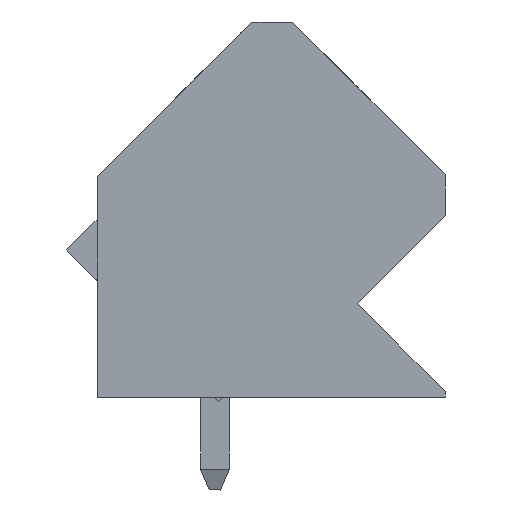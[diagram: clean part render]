
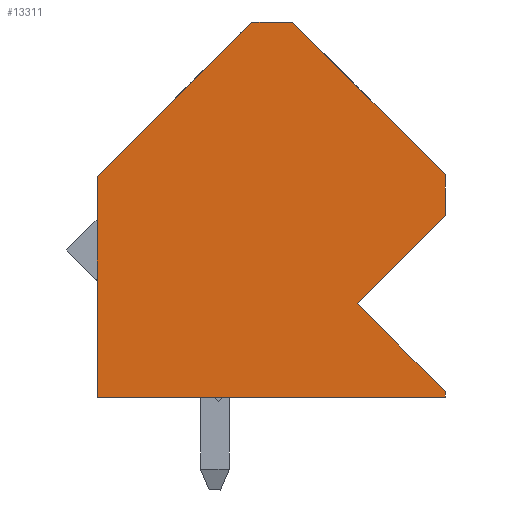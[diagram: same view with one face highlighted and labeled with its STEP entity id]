
A CAD part, left-side view. The second image highlights one B-rep face of the part: STEP entity #13311.
In plain terms, the highlighted planar face has unit normal (-1, 0, 0).
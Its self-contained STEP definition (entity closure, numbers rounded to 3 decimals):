
#13274=AXIS2_PLACEMENT_3D('Plane Axis2P3D',#13271,#13272,#13273) ;
#9628=CARTESIAN_POINT('Vertex',(0.,6.718,16.246)) ;
#9631=CARTESIAN_POINT('Line Origine',(0.,6.01,16.246)) ;
#9635=CARTESIAN_POINT('Vertex',(0.,5.303,16.246)) ;
#11523=CARTESIAN_POINT('Vertex',(0.,0.001,3.419)) ;
#11526=CARTESIAN_POINT('Line Origine',(0.,0.,3.319)) ;
#11530=CARTESIAN_POINT('Vertex',(0.,0.,3.219)) ;
#11555=CARTESIAN_POINT('Vertex',(0.,3.055,6.473)) ;
#11558=CARTESIAN_POINT('Line Origine',(0.,1.528,4.946)) ;
#11580=CARTESIAN_POINT('Vertex',(0.,0.,9.529)) ;
#11583=CARTESIAN_POINT('Line Origine',(0.,1.528,8.001)) ;
#13109=CARTESIAN_POINT('Vertex',(0.,12.092,10.872)) ;
#13114=CARTESIAN_POINT('Line Origine',(0.,9.405,13.559)) ;
#13271=CARTESIAN_POINT('Axis2P3D Location',(0.,0.,0.019)) ;
#13276=CARTESIAN_POINT('Line Origine',(0.,12.093,7.045)) ;
#13280=CARTESIAN_POINT('Vertex',(0.,12.093,3.219)) ;
#13283=CARTESIAN_POINT('Line Origine',(0.,6.046,3.219)) ;
#13288=CARTESIAN_POINT('Line Origine',(0.,0.,10.236)) ;
#13292=CARTESIAN_POINT('Vertex',(0.,0.,10.943)) ;
#13295=CARTESIAN_POINT('Line Origine',(0.,2.652,13.595)) ;
#9632=DIRECTION('Vector Direction',(0.,-1.,0.)) ;
#11527=DIRECTION('Vector Direction',(0.,-0.004,-1.)) ;
#11559=DIRECTION('Vector Direction',(0.,-0.707,-0.707)) ;
#11584=DIRECTION('Vector Direction',(0.,0.707,-0.707)) ;
#13115=DIRECTION('Vector Direction',(0.,-0.707,0.707)) ;
#13272=DIRECTION('Axis2P3D Direction',(-1.,0.,0.)) ;
#13273=DIRECTION('Axis2P3D XDirection',(0.,0.,1.)) ;
#13277=DIRECTION('Vector Direction',(0.,0.,1.)) ;
#13284=DIRECTION('Vector Direction',(0.,1.,0.)) ;
#13289=DIRECTION('Vector Direction',(0.,0.,-1.)) ;
#13296=DIRECTION('Vector Direction',(0.,-0.707,-0.707)) ;
#9633=VECTOR('Line Direction',#9632,1.) ;
#11528=VECTOR('Line Direction',#11527,1.) ;
#11560=VECTOR('Line Direction',#11559,1.) ;
#11585=VECTOR('Line Direction',#11584,1.) ;
#13116=VECTOR('Line Direction',#13115,1.) ;
#13278=VECTOR('Line Direction',#13277,1.) ;
#13285=VECTOR('Line Direction',#13284,1.) ;
#13290=VECTOR('Line Direction',#13289,1.) ;
#13297=VECTOR('Line Direction',#13296,1.) ;
#13301=ORIENTED_EDGE('',*,*,#9637,.T.) ;
#13302=ORIENTED_EDGE('',*,*,#13118,.T.) ;
#13303=ORIENTED_EDGE('',*,*,#13282,.T.) ;
#13304=ORIENTED_EDGE('',*,*,#13287,.T.) ;
#13305=ORIENTED_EDGE('',*,*,#11532,.T.) ;
#13306=ORIENTED_EDGE('',*,*,#11562,.T.) ;
#13307=ORIENTED_EDGE('',*,*,#11587,.T.) ;
#13308=ORIENTED_EDGE('',*,*,#13294,.T.) ;
#13309=ORIENTED_EDGE('',*,*,#13299,.T.) ;
#13311=ADVANCED_FACE('HOUSING',(#13310),#13275,.T.) ;
#9637=EDGE_CURVE('',#9636,#9629,#9634,.F.) ;
#11532=EDGE_CURVE('',#11531,#11524,#11529,.F.) ;
#11562=EDGE_CURVE('',#11524,#11556,#11561,.F.) ;
#11587=EDGE_CURVE('',#11556,#11581,#11586,.F.) ;
#13118=EDGE_CURVE('',#9629,#13110,#13117,.F.) ;
#13282=EDGE_CURVE('',#13110,#13281,#13279,.F.) ;
#13287=EDGE_CURVE('',#13281,#11531,#13286,.F.) ;
#13294=EDGE_CURVE('',#11581,#13293,#13291,.F.) ;
#13299=EDGE_CURVE('',#13293,#9636,#13298,.F.) ;
#13300=EDGE_LOOP('',(#13301,#13302,#13303,#13304,#13305,#13306,#13307,#13308,#13309)) ;
#13310=FACE_OUTER_BOUND('',#13300,.T.) ;
#9634=LINE('Line',#9631,#9633) ;
#11529=LINE('Line',#11526,#11528) ;
#11561=LINE('Line',#11558,#11560) ;
#11586=LINE('Line',#11583,#11585) ;
#13117=LINE('Line',#13114,#13116) ;
#13279=LINE('Line',#13276,#13278) ;
#13286=LINE('Line',#13283,#13285) ;
#13291=LINE('Line',#13288,#13290) ;
#13298=LINE('Line',#13295,#13297) ;
#13275=PLANE('',#13274) ;
#9629=VERTEX_POINT('',#9628) ;
#9636=VERTEX_POINT('',#9635) ;
#11524=VERTEX_POINT('',#11523) ;
#11531=VERTEX_POINT('',#11530) ;
#11556=VERTEX_POINT('',#11555) ;
#11581=VERTEX_POINT('',#11580) ;
#13110=VERTEX_POINT('',#13109) ;
#13281=VERTEX_POINT('',#13280) ;
#13293=VERTEX_POINT('',#13292) ;
